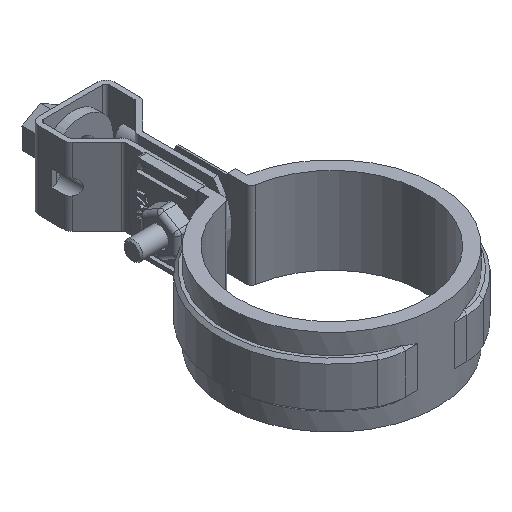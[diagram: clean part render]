
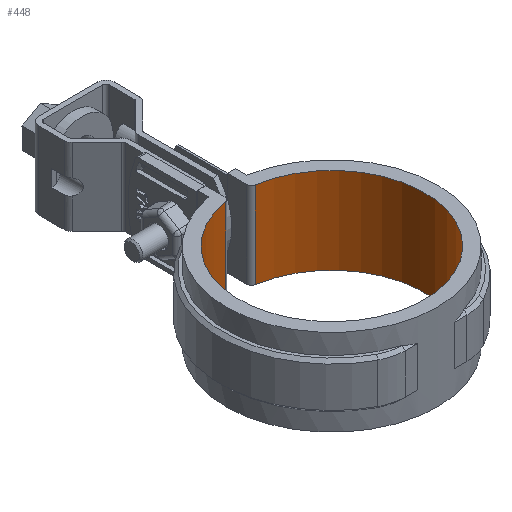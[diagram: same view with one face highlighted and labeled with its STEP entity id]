
A CAD part, isometric view. The second image highlights one B-rep face of the part: STEP entity #448.
In plain terms, the highlighted cylindrical face has radius 30 mm (diameter 60 mm), a partial arc.
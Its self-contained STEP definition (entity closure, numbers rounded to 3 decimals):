
#448 = ADVANCED_FACE( '', ( #889 ), #890, .F. );
#889 = FACE_OUTER_BOUND( '', #1969, .T. );
#890 = CYLINDRICAL_SURFACE( '', #1970, 30. );
#1969 = EDGE_LOOP( '', ( #4315, #4316, #4317, #4318 ) );
#1970 = AXIS2_PLACEMENT_3D( '', #4319, #4320, #4321 );
#4315 = ORIENTED_EDGE( '', *, *, #6889, .T. );
#4316 = ORIENTED_EDGE( '', *, *, #6886, .T. );
#4317 = ORIENTED_EDGE( '', *, *, #6890, .F. );
#4318 = ORIENTED_EDGE( '', *, *, #6891, .T. );
#4319 = CARTESIAN_POINT( '', ( 0., 0., -114.313 ) );
#4320 = DIRECTION( '', ( 0., 0., -1. ) );
#4321 = DIRECTION( '', ( -1., 0., 0. ) );
#6886 = EDGE_CURVE( '', #8042, #8039, #8043, .F. );
#6889 = EDGE_CURVE( '', #8047, #8042, #8048, .F. );
#6890 = EDGE_CURVE( '', #8049, #8039, #8050, .F. );
#6891 = EDGE_CURVE( '', #8049, #8047, #8051, .T. );
#8039 = VERTEX_POINT( '', #11634 );
#8042 = VERTEX_POINT( '', #11637 );
#8043 = LINE( '', #11638, #11639 );
#8047 = VERTEX_POINT( '', #11644 );
#8048 = CIRCLE( '', #11645, 30. );
#8049 = VERTEX_POINT( '', #11646 );
#8050 = CIRCLE( '', #11647, 30. );
#8051 = LINE( '', #11648, #11649 );
#11634 = CARTESIAN_POINT( '', ( 4.762, 29.62, -26.5 ) );
#11637 = CARTESIAN_POINT( '', ( 4.762, 29.62, 1.5 ) );
#11638 = CARTESIAN_POINT( '', ( 4.762, 29.62, -114.313 ) );
#11639 = VECTOR( '', #13611, 1000. );
#11644 = CARTESIAN_POINT( '', ( -4.762, 29.62, 1.5 ) );
#11645 = AXIS2_PLACEMENT_3D( '', #13616, #13617, #13618 );
#11646 = CARTESIAN_POINT( '', ( -4.762, 29.62, -26.5 ) );
#11647 = AXIS2_PLACEMENT_3D( '', #13619, #13620, #13621 );
#11648 = CARTESIAN_POINT( '', ( -4.762, 29.62, -114.313 ) );
#11649 = VECTOR( '', #13622, 1000. );
#13611 = DIRECTION( '', ( 0., 0., 1. ) );
#13616 = CARTESIAN_POINT( '', ( 0., 0., 1.5 ) );
#13617 = DIRECTION( '', ( 0., 0., -1. ) );
#13618 = DIRECTION( '', ( -1., 0., 0. ) );
#13619 = CARTESIAN_POINT( '', ( 0., 0., -26.5 ) );
#13620 = DIRECTION( '', ( 0., 0., -1. ) );
#13621 = DIRECTION( '', ( -1., 0., 0. ) );
#13622 = DIRECTION( '', ( 0., 0., 1. ) );
